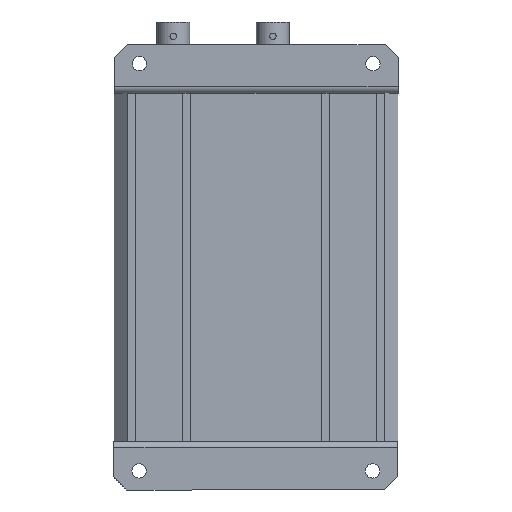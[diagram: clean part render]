
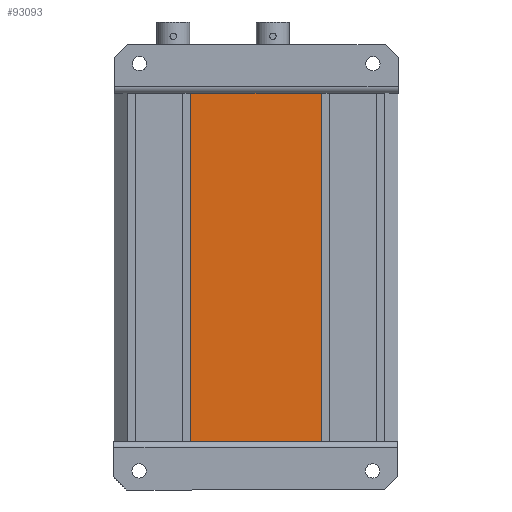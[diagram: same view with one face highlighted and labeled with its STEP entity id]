
A CAD part, front view. The second image highlights one B-rep face of the part: STEP entity #93093.
In plain terms, the highlighted planar face has unit normal (0, -1, 0).
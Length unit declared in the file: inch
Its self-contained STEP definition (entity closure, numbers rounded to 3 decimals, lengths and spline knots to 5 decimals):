
#15315 = CARTESIAN_POINT ( 'NONE',  ( 0.755, -0.54, -4.77526 ) ) ;
#15317 = DIRECTION ( 'NONE',  ( 0., 0., 1. ) ) ;
#15319 = CARTESIAN_POINT ( 'NONE',  ( -0.755, -0.54, -4.77526 ) ) ;
#15322 = DIRECTION ( 'NONE',  ( 0., 0., 1. ) ) ;
#20007 = LINE ( 'NONE', #15315, #20014 ) ;
#20012 = LINE ( 'NONE', #15319, #20020 ) ;
#20014 = VECTOR ( 'NONE', #15317, 39.37008 ) ;
#20020 = VECTOR ( 'NONE', #15322, 39.37008 ) ;
#21227 = EDGE_CURVE ( 'NONE', #99653, #99655, #133281, .T. ) ;
#21480 = EDGE_CURVE ( 'NONE', #107523, #107572, #137857, .T. ) ;
#58037 = EDGE_LOOP ( 'NONE', ( #61552, #61553, #61554, #61555 ) ) ;
#61552 = ORIENTED_EDGE ( 'NONE', *, *, #134298, .T. ) ;
#61553 = ORIENTED_EDGE ( 'NONE', *, *, #21480, .T. ) ;
#61554 = ORIENTED_EDGE ( 'NONE', *, *, #134299, .F. ) ;
#61555 = ORIENTED_EDGE ( 'NONE', *, *, #21227, .F. ) ;
#71491 = AXIS2_PLACEMENT_3D ( 'NONE', #101250, #101255, #101256 ) ;
#82404 = FACE_OUTER_BOUND ( 'NONE', #58037, .T. ) ;
#93093 = ADVANCED_FACE ( 'NONE', ( #82404 ), #101249, .F. ) ;
#99653 = VERTEX_POINT ( 'NONE', #130799 ) ;
#99655 = VERTEX_POINT ( 'NONE', #130796 ) ;
#101249 = PLANE ( 'NONE',  #71491 ) ;
#101250 = CARTESIAN_POINT ( 'NONE',  ( 0., -0.54, -4.77526 ) ) ;
#101255 = DIRECTION ( 'NONE',  ( 0., 1., 0. ) ) ;
#101256 = DIRECTION ( 'NONE',  ( 0., 0., 1. ) ) ;
#107523 = VERTEX_POINT ( 'NONE', #130864 ) ;
#107572 = VERTEX_POINT ( 'NONE', #130890 ) ;
#130796 = CARTESIAN_POINT ( 'NONE',  ( -0.755, -0.54, -4.02 ) ) ;
#130799 = CARTESIAN_POINT ( 'NONE',  ( 0.755, -0.54, -4.02 ) ) ;
#130864 = CARTESIAN_POINT ( 'NONE',  ( 0.755, -0.54, 0. ) ) ;
#130890 = CARTESIAN_POINT ( 'NONE',  ( -0.755, -0.54, 0. ) ) ;
#133281 = LINE ( 'NONE', #150215, #133289 ) ;
#133289 = VECTOR ( 'NONE', #150210, 39.37008 ) ;
#134298 = EDGE_CURVE ( 'NONE', #99653, #107523, #20007, .T. ) ;
#134299 = EDGE_CURVE ( 'NONE', #99655, #107572, #20012, .T. ) ;
#137857 = LINE ( 'NONE', #149784, #137867 ) ;
#137867 = VECTOR ( 'NONE', #149780, 39.37008 ) ;
#149780 = DIRECTION ( 'NONE',  ( -1., 0., 0. ) ) ;
#149784 = CARTESIAN_POINT ( 'NONE',  ( 0., -0.54, 0. ) ) ;
#150210 = DIRECTION ( 'NONE',  ( -1., 0., 0. ) ) ;
#150215 = CARTESIAN_POINT ( 'NONE',  ( 0., -0.54, -4.02 ) ) ;
